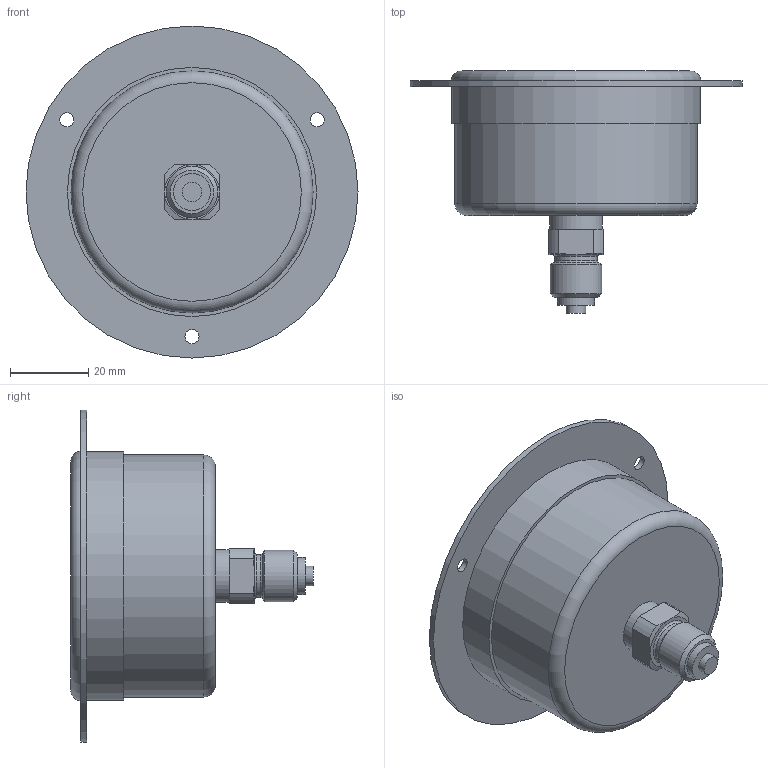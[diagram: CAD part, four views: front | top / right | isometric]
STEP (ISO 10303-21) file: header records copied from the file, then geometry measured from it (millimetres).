
FILE_DESCRIPTION(/* description */ (''),/* implementation_level */ '2;1');
FILE_NAME(/* name */ 'KP63Ch_D432_350XX432.stp',/* time_stamp */ '2018-01-15T13:55:23+01:00',/* author */ ('acgl'),/* organization */ (''),/* preprocessor_version */ 'ST-DEVELOPER v15.6',/* originating_system */ 'Autodesk Inventor 2015',/* authorisation */ '');
FILE_SCHEMA (('AUTOMOTIVE_DESIGN { 1 0 10303 214 3 1 1 }'));
Length unit declared in the file: centimetre
Products named in the file (1): KP63Ch_D432_350XX432
Bounding box: 85 x 62 x 85 mm (x, y, z)
Volume: 114501 mm3; surface area: 19630.4 mm2
Topology: 1 solids, 1 shells, 43 faces, 92 edges, 60 vertices
Faces by surface type: cylinder 18, plane 15, cone 6, torus 4
Full cylindrical faces by diameter (mm): 3.6 x3, 5 x1, 9.5 x1, 11 x1, 13.16 x1, 13.5 x1, 62 x1, 63.8 x2, 85 x1
Entity records: 1132 total; most frequent: DIRECTION 192, CARTESIAN_POINT 180, ORIENTED_EDGE 134, AXIS2_PLACEMENT_3D 89, EDGE_LOOP 76, EDGE_CURVE 67, VERTEX_POINT 53, CIRCLE 45
